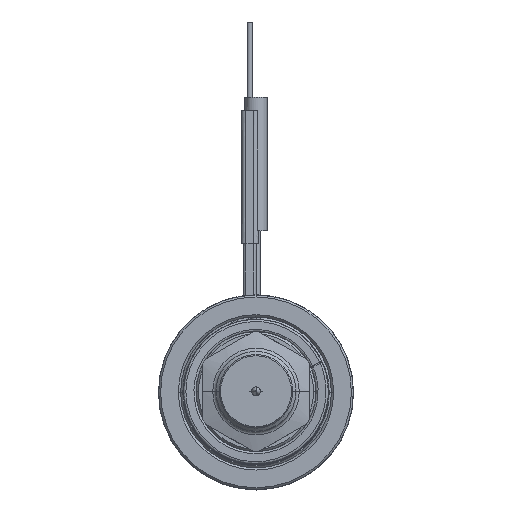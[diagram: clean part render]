
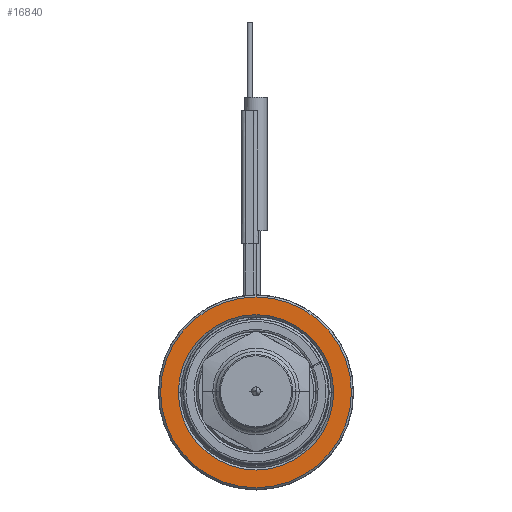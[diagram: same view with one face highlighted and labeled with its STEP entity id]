
A CAD part, top view. The second image highlights one B-rep face of the part: STEP entity #16840.
In plain terms, the highlighted planar face has unit normal (0, 0, 1).
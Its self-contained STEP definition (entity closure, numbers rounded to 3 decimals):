
#6562=CARTESIAN_POINT('',(0.,0.,40.));
#6563=DIRECTION('',(0.,0.,-1.));
#6564=DIRECTION('',(-1.,0.,0.));
#6565=AXIS2_PLACEMENT_3D('',#6562,#6563,#6564);
#6576=CARTESIAN_POINT('',(0.,0.,
40.));
#6577=DIRECTION('',(0.,0.,-1.));
#6578=DIRECTION('',(1.,0.,0.));
#6579=AXIS2_PLACEMENT_3D('',#6576,#6577,#6578);
#6590=CARTESIAN_POINT('',(0.,0.,
40.));
#6591=DIRECTION('',(0.,0.,-1.));
#6592=DIRECTION('',(1.,0.,0.));
#6593=AXIS2_PLACEMENT_3D('',#6590,#6591,#6592);
#6604=CARTESIAN_POINT('',(0.,0.,
40.));
#6605=DIRECTION('',(0.,0.,-1.));
#6606=DIRECTION('',(-1.,0.,0.));
#6607=AXIS2_PLACEMENT_3D('',#6604,#6605,#6606);
#6796=CARTESIAN_POINT('',(21.5,0.,40.));
#6797=CARTESIAN_POINT('',(-21.5,0.,40.));
#6798=VERTEX_POINT('',#6796);
#6799=VERTEX_POINT('',#6797);
#6800=CARTESIAN_POINT('',(17.5,0.,40.));
#6801=CARTESIAN_POINT('',(-17.5,0.,40.));
#6802=VERTEX_POINT('',#6800);
#6803=VERTEX_POINT('',#6801);
#16825=CARTESIAN_POINT('',(0.,0.,40.));
#16826=DIRECTION('',(0.,0.,1.));
#16827=DIRECTION('',(-1.,0.,0.));
#16828=AXIS2_PLACEMENT_3D('',#16825,#16826,#16827);
#16829=PLANE('',#16828);
#16830=ORIENTED_EDGE('',*,*,#16807,.T.);
#16831=ORIENTED_EDGE('',*,*,#16792,.T.);
#16832=EDGE_LOOP('',(#16830,#16831));
#16833=FACE_OUTER_BOUND('',#16832,.F.);
#16835=ORIENTED_EDGE('',*,*,#16834,.F.);
#16837=ORIENTED_EDGE('',*,*,#16836,.F.);
#16838=EDGE_LOOP('',(#16835,#16837));
#16839=FACE_BOUND('',#16838,.F.);
#6566=CIRCLE('',#6565,21.5);
#6580=CIRCLE('',#6579,21.5);
#6594=CIRCLE('',#6593,17.5);
#6608=CIRCLE('',#6607,17.5);
#16792=EDGE_CURVE('',#6799,#6798,#6566,.T.);
#16807=EDGE_CURVE('',#6798,#6799,#6580,.T.);
#16834=EDGE_CURVE('',#6802,#6803,#6594,.T.);
#16836=EDGE_CURVE('',#6803,#6802,#6608,.T.);
#16840=ADVANCED_FACE('',(#16833,#16839),#16829,.T.);
